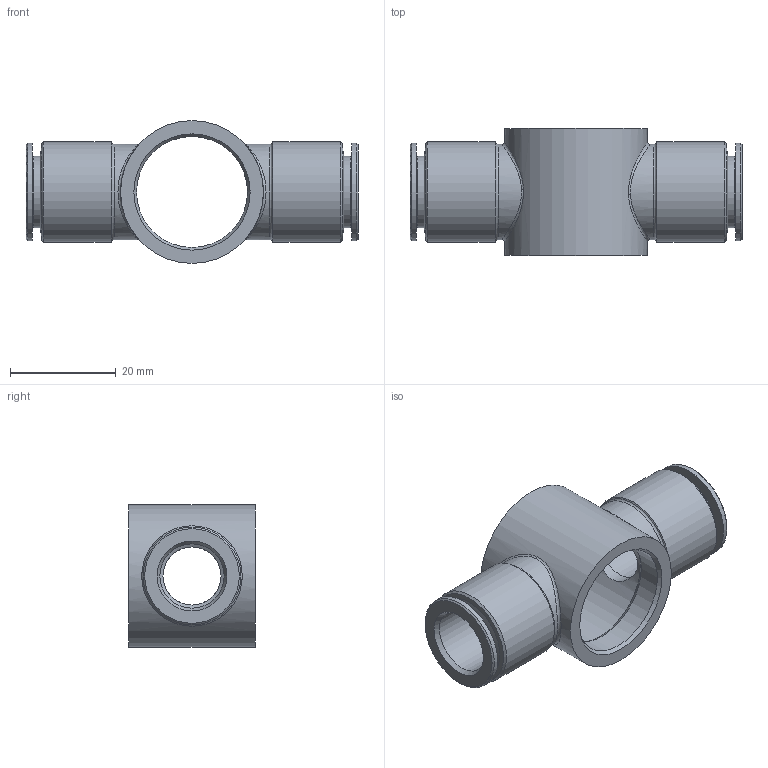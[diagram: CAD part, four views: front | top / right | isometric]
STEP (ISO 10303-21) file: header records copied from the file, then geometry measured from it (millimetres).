
FILE_DESCRIPTION( ( 'STEP AP214' ), '1' );
FILE_NAME( 'psolqas_17212_54.stp', '2020-12-01T17:13:51', ( 'License CC BY-ND 4.0' ), ( 'CADENAS' ), ' ', 'PARTsolutions', ' ' );
FILE_SCHEMA( ( 'AUTOMOTIVE_DESIGN { 1 0 10303 214 1 1 1 1 }' ) );
Length unit declared in the file: metre
Products named in the file (1): Rivoluzione1
Bounding box: 62.8 x 24 x 27 mm (x, y, z)
Volume: 10132.3 mm3; surface area: 7975.4 mm2
Topology: 1 solids, 1 shells, 48 faces, 103 edges, 63 vertices
Faces by surface type: cone 18, cylinder 16, plane 8, bspline 4, torus 2
Full cylindrical faces by diameter (mm): 11 x2, 12.15 x2, 13.5 x2, 18 x2, 18.5 x2, 19 x2, 21 x2, 22 x1, 27 x1
Entity records: 2420 total; most frequent: CARTESIAN_POINT 1153, DIRECTION 182, ORIENTED_EDGE 124, EDGE_LOOP 96, AXIS2_PLACEMENT_3D 91, FACE_OUTER_BOUND 66, EDGE_CURVE 62, VERTEX_POINT 58
